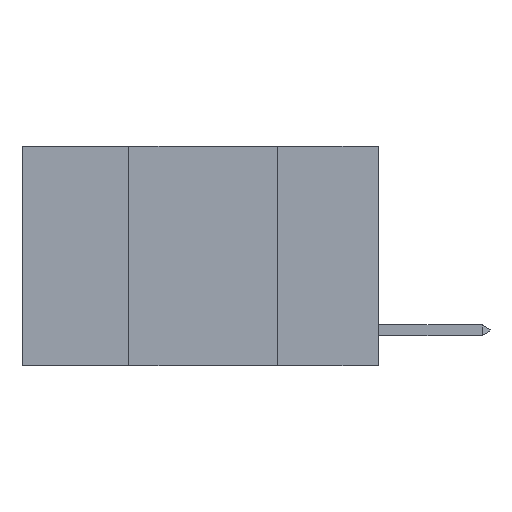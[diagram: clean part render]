
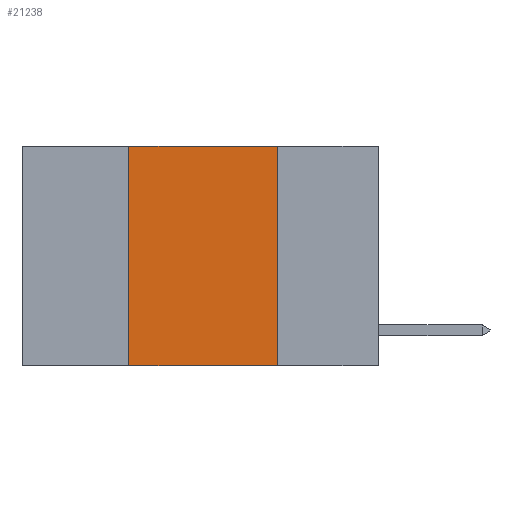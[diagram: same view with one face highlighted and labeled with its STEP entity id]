
A CAD part, left-side view. The second image highlights one B-rep face of the part: STEP entity #21238.
In plain terms, the highlighted planar face has unit normal (-1, 0, 0).
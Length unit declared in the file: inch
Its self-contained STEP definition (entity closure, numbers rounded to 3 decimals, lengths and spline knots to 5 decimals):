
#1357 = LINE ( 'NONE', #4201, #10951 ) ;
#2215 = DIRECTION ( 'NONE',  ( 0., 0., 1. ) ) ;
#2317 = DIRECTION ( 'NONE',  ( 0., 0., -1. ) ) ;
#2324 = VECTOR ( 'NONE', #5224, 39.37008 ) ;
#2705 = ORIENTED_EDGE ( 'NONE', *, *, #15072, .F. ) ;
#4201 = CARTESIAN_POINT ( 'NONE',  ( 0., 0.6, -0.37 ) ) ;
#4872 = AXIS2_PLACEMENT_3D ( 'NONE', #11853, #13715, #2317 ) ;
#5077 = VERTEX_POINT ( 'NONE', #17257 ) ;
#5224 = DIRECTION ( 'NONE',  ( 0., -1., 0. ) ) ;
#5342 = FACE_OUTER_BOUND ( 'NONE', #10475, .T. ) ;
#5759 = VERTEX_POINT ( 'NONE', #6137 ) ;
#6137 = CARTESIAN_POINT ( 'NONE',  ( 0., 0.42, 0. ) ) ;
#6969 = LINE ( 'NONE', #11756, #16451 ) ;
#7048 = CARTESIAN_POINT ( 'NONE',  ( 0., 0.17, 0. ) ) ;
#7975 = EDGE_CURVE ( 'NONE', #17745, #23619, #15467, .T. ) ;
#8418 = ORIENTED_EDGE ( 'NONE', *, *, #18108, .F. ) ;
#10472 = VECTOR ( 'NONE', #24086, 39.37008 ) ;
#10475 = EDGE_LOOP ( 'NONE', ( #11696, #2705, #8418, #13435 ) ) ;
#10931 = CARTESIAN_POINT ( 'NONE',  ( 0., 0.6, 0. ) ) ;
#10951 = VECTOR ( 'NONE', #21177, 39.37008 ) ;
#11696 = ORIENTED_EDGE ( 'NONE', *, *, #7975, .F. ) ;
#11756 = CARTESIAN_POINT ( 'NONE',  ( 0., 0.42, 0. ) ) ;
#11853 = CARTESIAN_POINT ( 'NONE',  ( 0., 0.6, 0. ) ) ;
#12572 = CARTESIAN_POINT ( 'NONE',  ( 0., 0.17, 0. ) ) ;
#13435 = ORIENTED_EDGE ( 'NONE', *, *, #16838, .T. ) ;
#13715 = DIRECTION ( 'NONE',  ( 1., 0., 0. ) ) ;
#15072 = EDGE_CURVE ( 'NONE', #5759, #17745, #16876, .T. ) ;
#15467 = LINE ( 'NONE', #7048, #10472 ) ;
#15525 = PLANE ( 'NONE',  #4872 ) ;
#16451 = VECTOR ( 'NONE', #2215, 39.37008 ) ;
#16838 = EDGE_CURVE ( 'NONE', #5077, #23619, #1357, .T. ) ;
#16876 = LINE ( 'NONE', #10931, #2324 ) ;
#17257 = CARTESIAN_POINT ( 'NONE',  ( 0., 0.42, -0.37 ) ) ;
#17745 = VERTEX_POINT ( 'NONE', #12572 ) ;
#18108 = EDGE_CURVE ( 'NONE', #5077, #5759, #6969, .T. ) ;
#19557 = CARTESIAN_POINT ( 'NONE',  ( 0., 0.17, -0.37 ) ) ;
#21177 = DIRECTION ( 'NONE',  ( 0., -1., 0. ) ) ;
#21238 = ADVANCED_FACE ( 'NONE', ( #5342 ), #15525, .F. ) ;
#23619 = VERTEX_POINT ( 'NONE', #19557 ) ;
#24086 = DIRECTION ( 'NONE',  ( 0., 0., -1. ) ) ;
